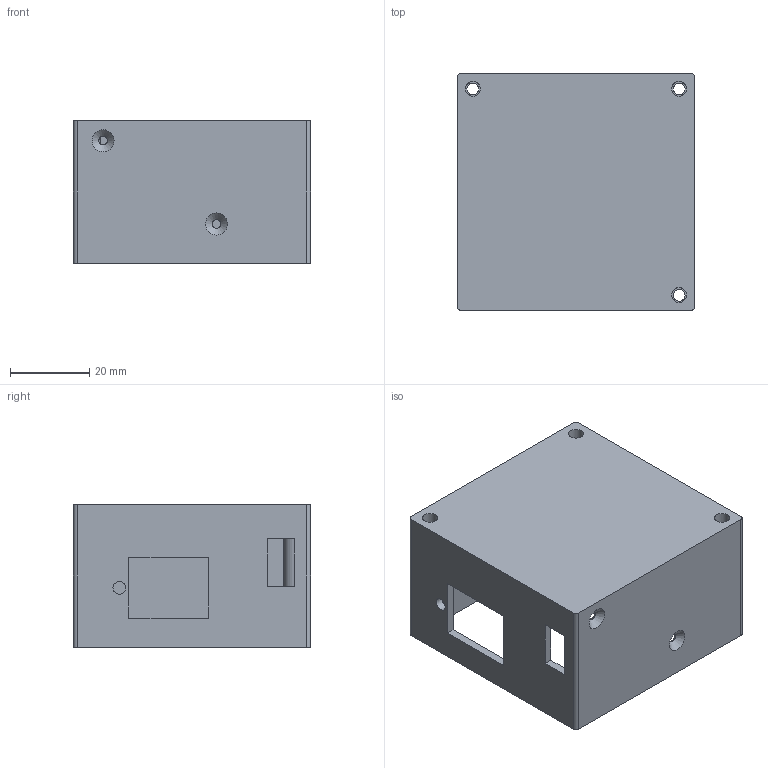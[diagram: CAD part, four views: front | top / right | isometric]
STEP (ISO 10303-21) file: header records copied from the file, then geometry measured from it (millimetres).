
FILE_DESCRIPTION(('FreeCAD Model'),'2;1');
FILE_NAME('Open CASCADE Shape Model','2026-01-20T23:46:26',(''),(''), 'Open CASCADE STEP processor 7.9','FreeCAD','Unknown');
FILE_SCHEMA(('AUTOMOTIVE_DESIGN { 1 0 10303 214 1 1 1 1 }'));
Length unit declared in the file: millimetre
Products named in the file (1): case
Bounding box: 60 x 60 x 36 mm (x, y, z)
Volume: 19818.4 mm3; surface area: 24347.8 mm2
Topology: 1 solids, 1 shells, 44 faces, 116 edges, 78 vertices
Faces by surface type: plane 22, cylinder 18, cone 4
Full cylindrical faces by diameter (mm): 2.2 x2, 3 x3, 3.2 x3, 3.8 x3
Entity records: 1441 total; most frequent: DIRECTION 249, CARTESIAN_POINT 242, ORIENTED_EDGE 232, EDGE_CURVE 116, AXIS2_PLACEMENT_3D 91, VERTEX_POINT 78, FACE_BOUND 68, EDGE_LOOP 68
